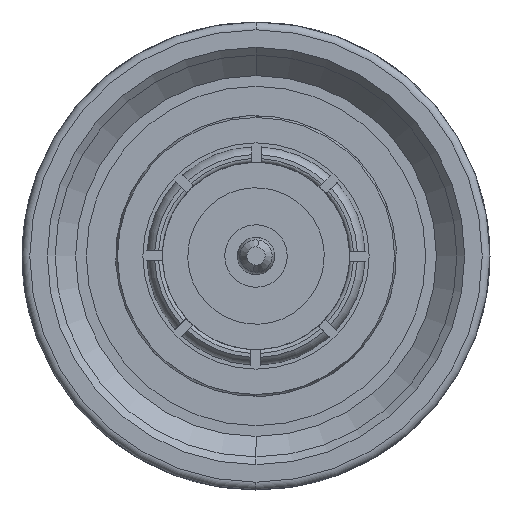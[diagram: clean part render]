
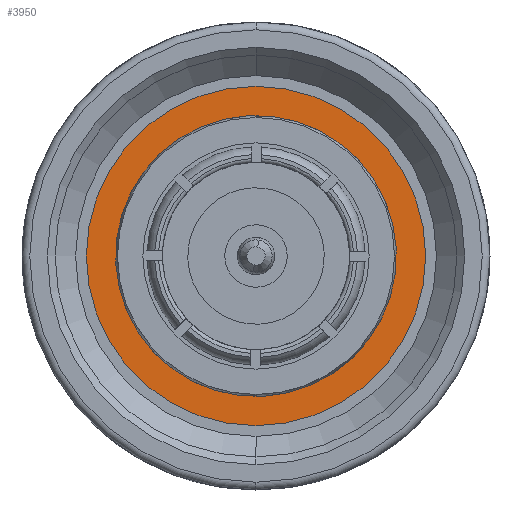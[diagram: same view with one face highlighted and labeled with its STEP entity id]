
A CAD part, left-side view. The second image highlights one B-rep face of the part: STEP entity #3950.
In plain terms, the highlighted planar face has unit normal (-1, 0, 0).
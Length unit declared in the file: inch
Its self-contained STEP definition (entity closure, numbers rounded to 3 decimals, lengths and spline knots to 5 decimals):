
#2 = PLANE ( 'NONE',  #2505 ) ;
#31 = CARTESIAN_POINT ( 'NONE',  ( 0.24803, 0.14055, 0. ) ) ;
#168 = AXIS2_PLACEMENT_3D ( 'NONE', #4986, #2757, #5444 ) ;
#252 = CARTESIAN_POINT ( 'NONE',  ( 0.24803, 0., 0. ) ) ;
#398 = ORIENTED_EDGE ( 'NONE', *, *, #1905, .F. ) ;
#727 = DIRECTION ( 'NONE',  ( 0., 0., -1. ) ) ;
#758 = CARTESIAN_POINT ( 'NONE',  ( 0.24803, 0., 0. ) ) ;
#1082 = CIRCLE ( 'NONE', #4099, 0.14055 ) ;
#1461 = DIRECTION ( 'NONE',  ( -1., 0., 0. ) ) ;
#1693 = DIRECTION ( 'NONE',  ( 1., 0., 0. ) ) ;
#1905 = EDGE_CURVE ( 'NONE', #5748, #5616, #2779, .T. ) ;
#1987 = CARTESIAN_POINT ( 'NONE',  ( 0.24803, 0., -0.14055 ) ) ;
#2149 = CARTESIAN_POINT ( 'NONE',  ( 0.24803, 0., 0.17126 ) ) ;
#2334 = VERTEX_POINT ( 'NONE', #4008 ) ;
#2394 = CIRCLE ( 'NONE', #3175, 0.17126 ) ;
#2475 = EDGE_CURVE ( 'NONE', #5616, #5748, #2394, .T. ) ;
#2494 = ORIENTED_EDGE ( 'NONE', *, *, #2475, .F. ) ;
#2505 = AXIS2_PLACEMENT_3D ( 'NONE', #31, #1461, #5043 ) ;
#2653 = CIRCLE ( 'NONE', #4025, 0.14055 ) ;
#2757 = DIRECTION ( 'NONE',  ( 1., 0., 0. ) ) ;
#2779 = CIRCLE ( 'NONE', #168, 0.17126 ) ;
#2808 = DIRECTION ( 'NONE',  ( 1., 0., 0. ) ) ;
#2829 = ORIENTED_EDGE ( 'NONE', *, *, #3996, .T. ) ;
#3062 = ORIENTED_EDGE ( 'NONE', *, *, #3382, .T. ) ;
#3089 = DIRECTION ( 'NONE',  ( 1., 0., 0. ) ) ;
#3113 = EDGE_LOOP ( 'NONE', ( #2494, #398 ) ) ;
#3175 = AXIS2_PLACEMENT_3D ( 'NONE', #252, #1693, #4815 ) ;
#3259 = FACE_BOUND ( 'NONE', #5492, .T. ) ;
#3382 = EDGE_CURVE ( 'NONE', #5183, #2334, #1082, .T. ) ;
#3950 = ADVANCED_FACE ( 'NONE', ( #5550, #3259 ), #2, .T. ) ;
#3996 = EDGE_CURVE ( 'NONE', #2334, #5183, #2653, .T. ) ;
#4008 = CARTESIAN_POINT ( 'NONE',  ( 0.24803, 0., 0.14055 ) ) ;
#4025 = AXIS2_PLACEMENT_3D ( 'NONE', #5127, #2808, #4674 ) ;
#4099 = AXIS2_PLACEMENT_3D ( 'NONE', #758, #3089, #727 ) ;
#4674 = DIRECTION ( 'NONE',  ( 0., 0., -1. ) ) ;
#4815 = DIRECTION ( 'NONE',  ( 0., 0., -1. ) ) ;
#4986 = CARTESIAN_POINT ( 'NONE',  ( 0.24803, 0., 0. ) ) ;
#5043 = DIRECTION ( 'NONE',  ( 0., 0., 1. ) ) ;
#5127 = CARTESIAN_POINT ( 'NONE',  ( 0.24803, 0., 0. ) ) ;
#5183 = VERTEX_POINT ( 'NONE', #1987 ) ;
#5385 = CARTESIAN_POINT ( 'NONE',  ( 0.24803, 0., -0.17126 ) ) ;
#5444 = DIRECTION ( 'NONE',  ( 0., 0., -1. ) ) ;
#5492 = EDGE_LOOP ( 'NONE', ( #3062, #2829 ) ) ;
#5550 = FACE_OUTER_BOUND ( 'NONE', #3113, .T. ) ;
#5616 = VERTEX_POINT ( 'NONE', #5385 ) ;
#5748 = VERTEX_POINT ( 'NONE', #2149 ) ;
